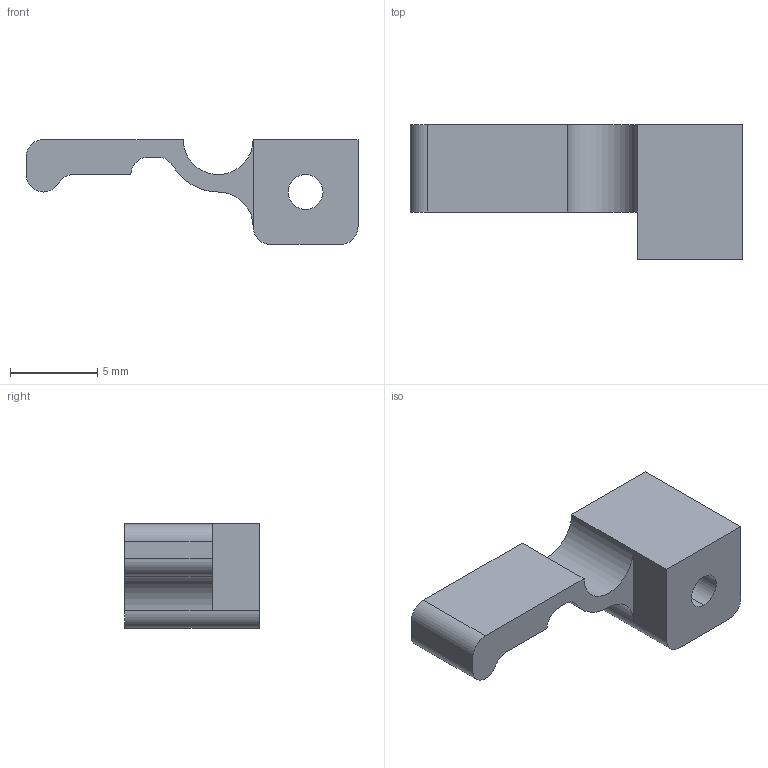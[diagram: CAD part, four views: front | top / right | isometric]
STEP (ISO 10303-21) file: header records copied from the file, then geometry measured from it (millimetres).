
FILE_DESCRIPTION (( 'STEP AP214' ), '1' );
FILE_NAME ('Shoulder Spring - Right.STEP', '2023-08-06T22:00:25', ( '' ), ( '' ), 'SwSTEP 2.0', 'SolidWorks 2021', '' );
FILE_SCHEMA (( 'AUTOMOTIVE_DESIGN' ));
Length unit declared in the file: millimetre
Products named in the file (1): Shoulder Spring - Right
Bounding box: 19 x 7.7 x 6 mm (x, y, z)
Volume: 366.8 mm3; surface area: 479.4 mm2
Topology: 1 solids, 1 shells, 24 faces, 64 edges, 42 vertices
Faces by surface type: cylinder 13, plane 11
Entity records: 796 total; most frequent: DIRECTION 140, CARTESIAN_POINT 131, ORIENTED_EDGE 128, EDGE_CURVE 64, AXIS2_PLACEMENT_3D 51, VERTEX_POINT 42, VECTOR 38, LINE 38
